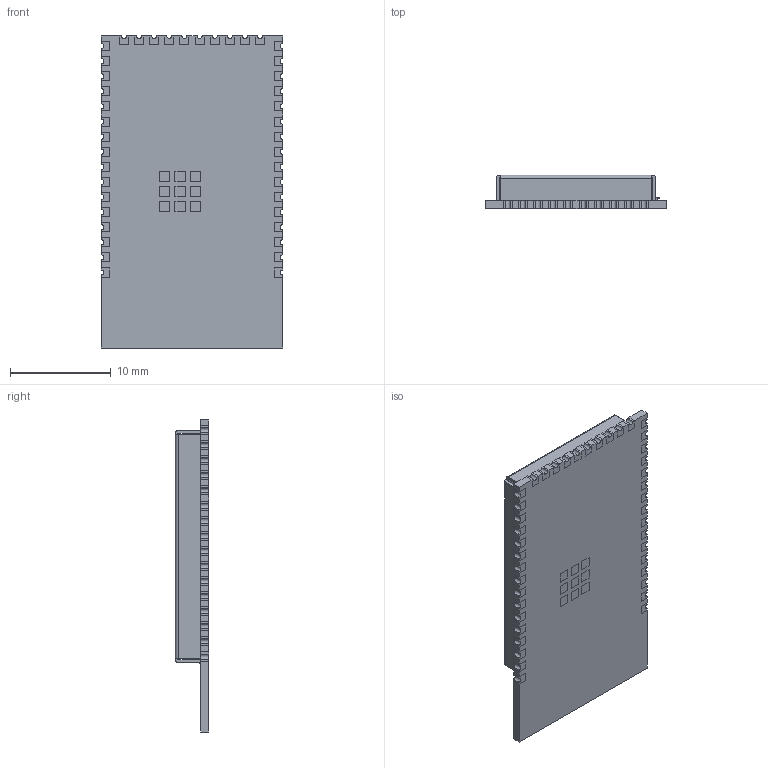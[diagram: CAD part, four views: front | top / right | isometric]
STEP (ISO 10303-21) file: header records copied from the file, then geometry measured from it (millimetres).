
FILE_DESCRIPTION (( 'STEP AP214' ), '1' );
FILE_NAME ('ESP32-S2-WROOM-I(M22S2H3200UH3Q0).STEP', '2021-08-23T08:46:08', ( '' ), ( '' ), 'SwSTEP 2.0', 'SolidWorks 2018', '' );
FILE_SCHEMA (( 'AUTOMOTIVE_DESIGN' ));
Length unit declared in the file: millimetre
Products named in the file (2): ESP32-S2-WROOM-I(M22S2H3200UH3Q0)
Bounding box: 18 x 3.3 x 31 mm (x, y, z)
Volume: 579.7 mm3; surface area: 2454.6 mm2
Topology: 60 solids, 60 shells, 954 faces, 2492 edges, 1657 vertices
Faces by surface type: plane 863, cylinder 83, cone 6, sphere 2
Entity records: 36865 total; most frequent: CARTESIAN_POINT 5103, ORIENTED_EDGE 4980, DIRECTION 4580, EDGE_CURVE 2490, VECTOR 2312, LINE 2312, VERTEX_POINT 1657, AXIS2_PLACEMENT_3D 1134
